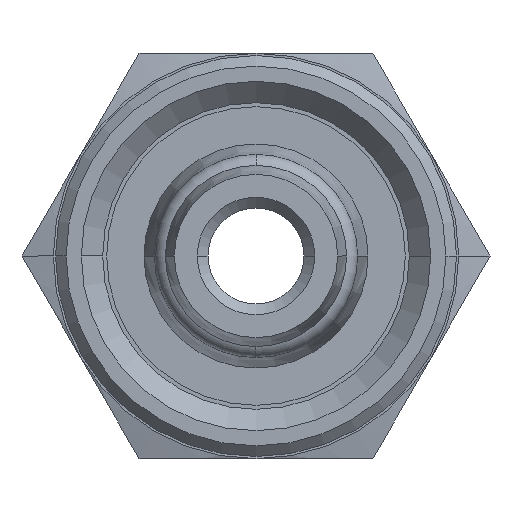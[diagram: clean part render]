
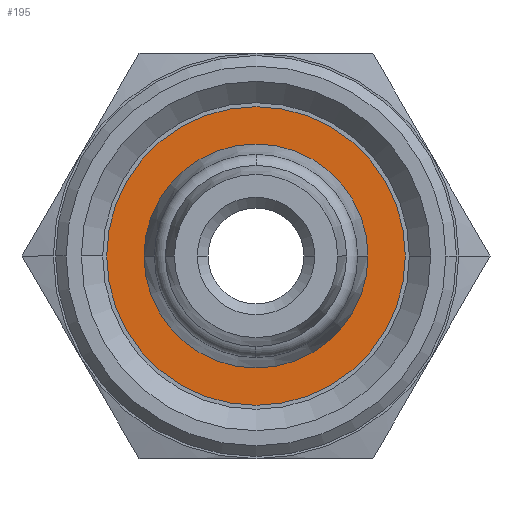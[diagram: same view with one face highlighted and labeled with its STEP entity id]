
A CAD part, left-side view. The second image highlights one B-rep face of the part: STEP entity #195.
In plain terms, the highlighted planar face has unit normal (-1, 0, 0).
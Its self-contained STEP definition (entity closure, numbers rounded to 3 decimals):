
#195 = ADVANCED_FACE( '', ( #404, #405 ), #406, .T. );
#404 = FACE_BOUND( '', #800, .T. );
#405 = FACE_OUTER_BOUND( '', #801, .T. );
#406 = PLANE( '', #802 );
#800 = EDGE_LOOP( '', ( #1329, #1330 ) );
#801 = EDGE_LOOP( '', ( #1331, #1332 ) );
#802 = AXIS2_PLACEMENT_3D( '', #1333, #1334, #1335 );
#1329 = ORIENTED_EDGE( '', *, *, #2640, .F. );
#1330 = ORIENTED_EDGE( '', *, *, #2659, .F. );
#1331 = ORIENTED_EDGE( '', *, *, #2638, .T. );
#1332 = ORIENTED_EDGE( '', *, *, #2660, .T. );
#1333 = CARTESIAN_POINT( '', ( -9.8, 6.125, 0. ) );
#1334 = DIRECTION( '', ( -1., 0., 0. ) );
#1335 = DIRECTION( '', ( 0., 1., 0. ) );
#2638 = EDGE_CURVE( '', #3178, #3182, #3184, .T. );
#2640 = EDGE_CURVE( '', #3185, #3188, #3189, .T. );
#2659 = EDGE_CURVE( '', #3188, #3185, #3217, .T. );
#2660 = EDGE_CURVE( '', #3182, #3178, #3218, .T. );
#3178 = VERTEX_POINT( '', #3918 );
#3182 = VERTEX_POINT( '', #3923 );
#3184 = CIRCLE( '', #3926, 7. );
#3185 = VERTEX_POINT( '', #3927 );
#3188 = VERTEX_POINT( '', #3931 );
#3189 = CIRCLE( '', #3932, 5.25 );
#3217 = CIRCLE( '', #3965, 5.25 );
#3218 = CIRCLE( '', #3966, 7. );
#3918 = CARTESIAN_POINT( '', ( -9.8, 7., 0. ) );
#3923 = CARTESIAN_POINT( '', ( -9.8, -7., 0. ) );
#3926 = AXIS2_PLACEMENT_3D( '', #5344, #5345, #5346 );
#3927 = CARTESIAN_POINT( '', ( -9.8, 5.25, 0. ) );
#3931 = CARTESIAN_POINT( '', ( -9.8, -5.25, 0. ) );
#3932 = AXIS2_PLACEMENT_3D( '', #5348, #5349, #5350 );
#3965 = AXIS2_PLACEMENT_3D( '', #5395, #5396, #5397 );
#3966 = AXIS2_PLACEMENT_3D( '', #5398, #5399, #5400 );
#5344 = CARTESIAN_POINT( '', ( -9.8, 0., 0. ) );
#5345 = DIRECTION( '', ( -1., 0., 0. ) );
#5346 = DIRECTION( '', ( 0., 1., 0. ) );
#5348 = CARTESIAN_POINT( '', ( -9.8, 0., 0. ) );
#5349 = DIRECTION( '', ( -1., 0., 0. ) );
#5350 = DIRECTION( '', ( 0., 1., 0. ) );
#5395 = CARTESIAN_POINT( '', ( -9.8, 0., 0. ) );
#5396 = DIRECTION( '', ( -1., 0., 0. ) );
#5397 = DIRECTION( '', ( 0., 1., 0. ) );
#5398 = CARTESIAN_POINT( '', ( -9.8, 0., 0. ) );
#5399 = DIRECTION( '', ( -1., 0., 0. ) );
#5400 = DIRECTION( '', ( 0., 1., 0. ) );
